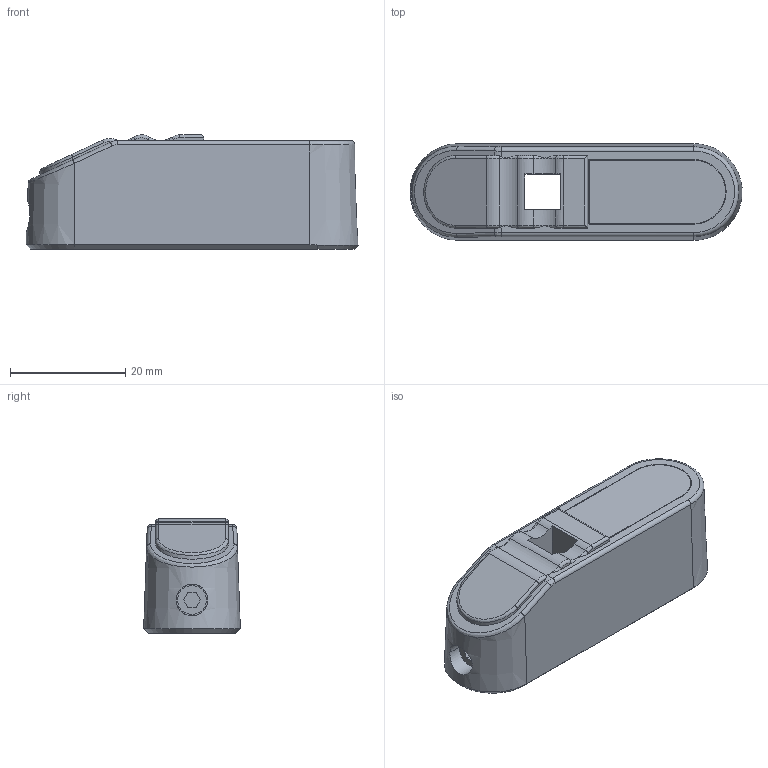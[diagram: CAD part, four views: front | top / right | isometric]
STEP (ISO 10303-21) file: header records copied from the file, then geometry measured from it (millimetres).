
FILE_DESCRIPTION((''),'2;1');
FILE_NAME('OHBS10_1_SW0001','2023-06-22T13:11:23',('FIANLEH10'),(''),'CREO PARAMETRIC BY PTC INC, 2020184','CREO PARAMETRIC BY PTC INC, 2020184','');
FILE_SCHEMA(('AUTOMOTIVE_DESIGN { 1 0 10303 214 1 1 1 1 }'));
Length unit declared in the file: millimetre
Products named in the file (1): OHBS10_1_SW0001
Bounding box: 57.52 x 16.74 x 19.8 mm (x, y, z)
Volume: 14254 mm3; surface area: 4817.6 mm2
Topology: 1 solids, 1 shells, 107 faces, 282 edges, 182 vertices
Faces by surface type: plane 42, cylinder 36, torus 12, bspline 8, cone 6, sphere 2, extrusion 1
Entity records: 5182 total; most frequent: CARTESIAN_POINT 1225, DIRECTION 566, ORIENTED_EDGE 564, EDGE_CURVE 282, COLOUR_RGB 206, AXIS2_PLACEMENT_3D 205, VERTEX_POINT 182, VECTOR 153
